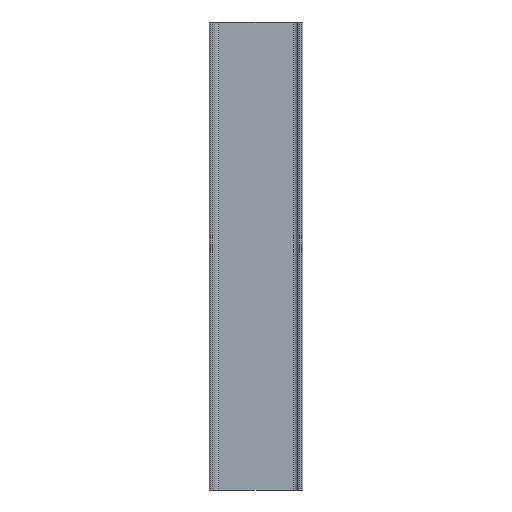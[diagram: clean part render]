
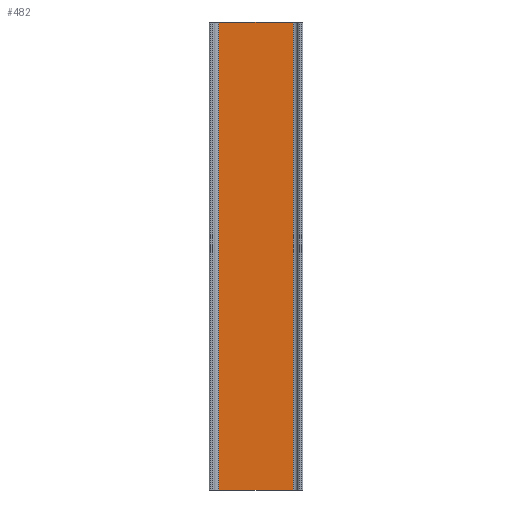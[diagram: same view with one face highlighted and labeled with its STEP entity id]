
A CAD part, front view. The second image highlights one B-rep face of the part: STEP entity #482.
In plain terms, the highlighted planar face has unit normal (0, -1, 0).
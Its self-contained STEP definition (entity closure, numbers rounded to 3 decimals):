
#17=PLANE('',#522);
#34=FACE_OUTER_BOUND('',#60,.T.);
#60=EDGE_LOOP('',(#341,#342,#343,#344));
#90=LINE('',#743,#138);
#91=LINE('',#747,#139);
#92=LINE('',#749,#140);
#93=LINE('',#750,#141);
#138=VECTOR('',#592,10.);
#139=VECTOR('',#597,10.);
#140=VECTOR('',#598,10.);
#141=VECTOR('',#599,10.);
#211=VERTEX_POINT('',#740);
#212=VERTEX_POINT('',#742);
#213=VERTEX_POINT('',#746);
#214=VERTEX_POINT('',#748);
#263=EDGE_CURVE('',#212,#211,#90,.T.);
#265=EDGE_CURVE('',#211,#213,#91,.T.);
#266=EDGE_CURVE('',#214,#213,#92,.T.);
#267=EDGE_CURVE('',#212,#214,#93,.T.);
#341=ORIENTED_EDGE('',*,*,#265,.T.);
#342=ORIENTED_EDGE('',*,*,#266,.F.);
#343=ORIENTED_EDGE('',*,*,#267,.F.);
#344=ORIENTED_EDGE('',*,*,#263,.T.);
#482=ADVANCED_FACE('',(#34),#17,.T.);
#522=AXIS2_PLACEMENT_3D('',#745,#595,#596);
#592=DIRECTION('',(0.,0.,1.));
#595=DIRECTION('center_axis',(0.,-1.,0.));
#596=DIRECTION('ref_axis',(1.,0.,0.));
#597=DIRECTION('',(-1.,0.,0.));
#598=DIRECTION('',(0.,0.,1.));
#599=DIRECTION('',(-1.,0.,0.));
#740=CARTESIAN_POINT('',(80.,-5.,1000.));
#742=CARTESIAN_POINT('',(80.,-5.,0.));
#743=CARTESIAN_POINT('',(80.,-5.,0.));
#745=CARTESIAN_POINT('Origin',(-80.,-5.,0.));
#746=CARTESIAN_POINT('',(-80.,-5.,1000.));
#747=CARTESIAN_POINT('',(-40.,-5.,1000.));
#748=CARTESIAN_POINT('',(-80.,-5.,0.));
#749=CARTESIAN_POINT('',(-80.,-5.,0.));
#750=CARTESIAN_POINT('',(-40.,-5.,0.));
